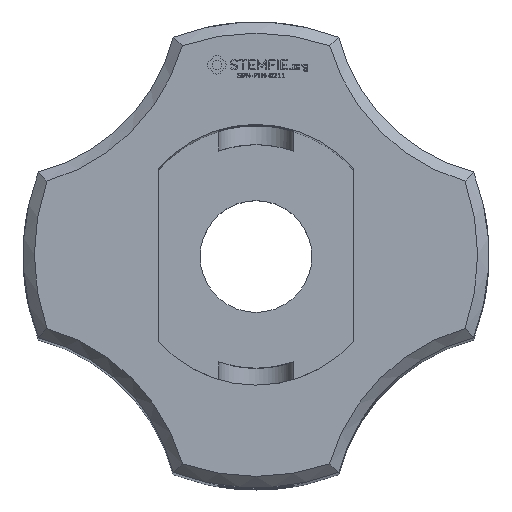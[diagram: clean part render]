
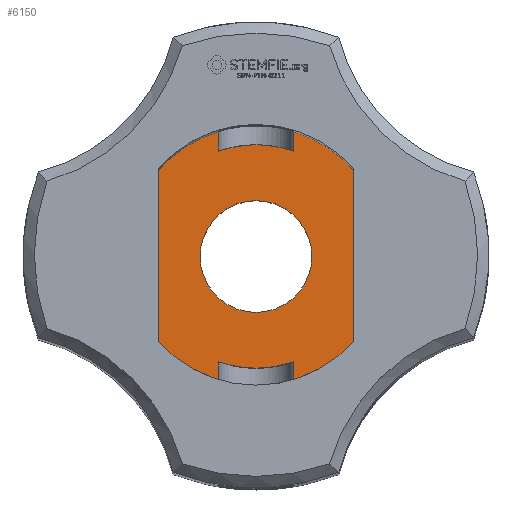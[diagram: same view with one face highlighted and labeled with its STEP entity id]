
A CAD part, top view. The second image highlights one B-rep face of the part: STEP entity #6150.
In plain terms, the highlighted planar face has unit normal (0, 0, 1).
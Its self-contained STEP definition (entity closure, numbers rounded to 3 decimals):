
#1221 = VERTEX_POINT('',#1222);
#1222 = CARTESIAN_POINT('',(2.829,0.998,11.));
#1236 = EDGE_CURVE('',#1237,#1221,#1239,.T.);
#1237 = VERTEX_POINT('',#1238);
#1238 = CARTESIAN_POINT('',(2.625,0.998,11.));
#1239 = LINE('',#1240,#1241);
#1240 = CARTESIAN_POINT('',(41.872,0.998,11.));
#1241 = VECTOR('',#1242,1.);
#1242 = DIRECTION('',(1.,0.,0.));
#1245 = VERTEX_POINT('',#1246);
#1246 = CARTESIAN_POINT('',(2.625,-0.998,11.));
#1253 = EDGE_CURVE('',#1245,#1254,#1256,.T.);
#1254 = VERTEX_POINT('',#1255);
#1255 = CARTESIAN_POINT('',(2.829,-0.998,11.));
#1256 = LINE('',#1257,#1258);
#1257 = CARTESIAN_POINT('',(41.872,-0.998,11.));
#1258 = VECTOR('',#1259,1.);
#1259 = DIRECTION('',(1.,0.,0.));
#6075 = EDGE_CURVE('',#6076,#1237,#6078,.T.);
#6076 = VERTEX_POINT('',#6077);
#6077 = CARTESIAN_POINT('',(2.625,2.315,11.));
#6078 = LINE('',#6079,#6080);
#6079 = CARTESIAN_POINT('',(2.625,2.315,11.));
#6080 = VECTOR('',#6081,1.);
#6081 = DIRECTION('',(0.,-1.,0.));
#6091 = VERTEX_POINT('',#6092);
#6092 = CARTESIAN_POINT('',(2.625,-2.315,11.));
#6098 = EDGE_CURVE('',#1245,#6091,#6099,.T.);
#6099 = LINE('',#6100,#6101);
#6100 = CARTESIAN_POINT('',(2.625,2.315,11.));
#6101 = VECTOR('',#6102,1.);
#6102 = DIRECTION('',(0.,-1.,0.));
#6137 = EDGE_CURVE('',#1221,#1254,#6138,.T.);
#6138 = CIRCLE('',#6139,3.);
#6139 = AXIS2_PLACEMENT_3D('',#6140,#6141,#6142);
#6140 = CARTESIAN_POINT('',(0.,0.,11.));
#6141 = DIRECTION('',(0.,0.,-1.));
#6142 = DIRECTION('',(0.,1.,0.));
#6150 = ADVANCED_FACE('',(#6151,#6292),#6303,.T.);
#6151 = FACE_BOUND('',#6152,.T.);
#6152 = EDGE_LOOP('',(#6153,#6154,#6155,#6156,#6157,#6166,#6174,#6183,
    #6192,#6200,#6209,#6217,#6225,#6234,#6242,#6250,#6259,#6267,#6276,
    #6284,#6291));
#6153 = ORIENTED_EDGE('',*,*,#1253,.T.);
#6154 = ORIENTED_EDGE('',*,*,#6137,.F.);
#6155 = ORIENTED_EDGE('',*,*,#1236,.F.);
#6156 = ORIENTED_EDGE('',*,*,#6075,.F.);
#6157 = ORIENTED_EDGE('',*,*,#6158,.T.);
#6158 = EDGE_CURVE('',#6076,#6159,#6161,.T.);
#6159 = VERTEX_POINT('',#6160);
#6160 = CARTESIAN_POINT('',(0.998,3.355,11.));
#6161 = CIRCLE('',#6162,3.5);
#6162 = AXIS2_PLACEMENT_3D('',#6163,#6164,#6165);
#6163 = CARTESIAN_POINT('',(0.,0.,11.));
#6164 = DIRECTION('',(0.,0.,1.));
#6165 = DIRECTION('',(1.,0.,0.));
#6166 = ORIENTED_EDGE('',*,*,#6167,.T.);
#6167 = EDGE_CURVE('',#6159,#6168,#6170,.T.);
#6168 = VERTEX_POINT('',#6169);
#6169 = CARTESIAN_POINT('',(0.998,2.829,11.));
#6170 = LINE('',#6171,#6172);
#6171 = CARTESIAN_POINT('',(0.998,-41.872,11.));
#6172 = VECTOR('',#6173,1.);
#6173 = DIRECTION('',(0.,-1.,0.));
#6174 = ORIENTED_EDGE('',*,*,#6175,.F.);
#6175 = EDGE_CURVE('',#6176,#6168,#6178,.T.);
#6176 = VERTEX_POINT('',#6177);
#6177 = CARTESIAN_POINT('',(0.,3.,11.));
#6178 = CIRCLE('',#6179,3.);
#6179 = AXIS2_PLACEMENT_3D('',#6180,#6181,#6182);
#6180 = CARTESIAN_POINT('',(0.,0.,11.));
#6181 = DIRECTION('',(0.,0.,-1.));
#6182 = DIRECTION('',(0.,1.,0.));
#6183 = ORIENTED_EDGE('',*,*,#6184,.F.);
#6184 = EDGE_CURVE('',#6185,#6176,#6187,.T.);
#6185 = VERTEX_POINT('',#6186);
#6186 = CARTESIAN_POINT('',(-0.998,2.829,11.));
#6187 = CIRCLE('',#6188,3.);
#6188 = AXIS2_PLACEMENT_3D('',#6189,#6190,#6191);
#6189 = CARTESIAN_POINT('',(0.,0.,11.));
#6190 = DIRECTION('',(0.,0.,-1.));
#6191 = DIRECTION('',(0.,1.,0.));
#6192 = ORIENTED_EDGE('',*,*,#6193,.F.);
#6193 = EDGE_CURVE('',#6194,#6185,#6196,.T.);
#6194 = VERTEX_POINT('',#6195);
#6195 = CARTESIAN_POINT('',(-0.998,3.355,11.));
#6196 = LINE('',#6197,#6198);
#6197 = CARTESIAN_POINT('',(-0.998,-41.872,11.));
#6198 = VECTOR('',#6199,1.);
#6199 = DIRECTION('',(0.,-1.,0.));
#6200 = ORIENTED_EDGE('',*,*,#6201,.T.);
#6201 = EDGE_CURVE('',#6194,#6202,#6204,.T.);
#6202 = VERTEX_POINT('',#6203);
#6203 = CARTESIAN_POINT('',(-2.625,2.315,11.));
#6204 = CIRCLE('',#6205,3.5);
#6205 = AXIS2_PLACEMENT_3D('',#6206,#6207,#6208);
#6206 = CARTESIAN_POINT('',(0.,0.,11.));
#6207 = DIRECTION('',(0.,0.,1.));
#6208 = DIRECTION('',(1.,0.,0.));
#6209 = ORIENTED_EDGE('',*,*,#6210,.T.);
#6210 = EDGE_CURVE('',#6202,#6211,#6213,.T.);
#6211 = VERTEX_POINT('',#6212);
#6212 = CARTESIAN_POINT('',(-2.625,0.998,11.));
#6213 = LINE('',#6214,#6215);
#6214 = CARTESIAN_POINT('',(-2.625,2.315,11.));
#6215 = VECTOR('',#6216,1.);
#6216 = DIRECTION('',(0.,-1.,0.));
#6217 = ORIENTED_EDGE('',*,*,#6218,.F.);
#6218 = EDGE_CURVE('',#6219,#6211,#6221,.T.);
#6219 = VERTEX_POINT('',#6220);
#6220 = CARTESIAN_POINT('',(-2.829,0.998,11.));
#6221 = LINE('',#6222,#6223);
#6222 = CARTESIAN_POINT('',(41.872,0.998,11.));
#6223 = VECTOR('',#6224,1.);
#6224 = DIRECTION('',(1.,0.,0.));
#6225 = ORIENTED_EDGE('',*,*,#6226,.F.);
#6226 = EDGE_CURVE('',#6227,#6219,#6229,.T.);
#6227 = VERTEX_POINT('',#6228);
#6228 = CARTESIAN_POINT('',(-2.829,-0.998,11.));
#6229 = CIRCLE('',#6230,3.);
#6230 = AXIS2_PLACEMENT_3D('',#6231,#6232,#6233);
#6231 = CARTESIAN_POINT('',(0.,0.,11.));
#6232 = DIRECTION('',(0.,0.,-1.));
#6233 = DIRECTION('',(0.,1.,0.));
#6234 = ORIENTED_EDGE('',*,*,#6235,.T.);
#6235 = EDGE_CURVE('',#6227,#6236,#6238,.T.);
#6236 = VERTEX_POINT('',#6237);
#6237 = CARTESIAN_POINT('',(-2.625,-0.998,11.));
#6238 = LINE('',#6239,#6240);
#6239 = CARTESIAN_POINT('',(41.872,-0.998,11.));
#6240 = VECTOR('',#6241,1.);
#6241 = DIRECTION('',(1.,0.,0.));
#6242 = ORIENTED_EDGE('',*,*,#6243,.T.);
#6243 = EDGE_CURVE('',#6236,#6244,#6246,.T.);
#6244 = VERTEX_POINT('',#6245);
#6245 = CARTESIAN_POINT('',(-2.625,-2.315,11.));
#6246 = LINE('',#6247,#6248);
#6247 = CARTESIAN_POINT('',(-2.625,2.315,11.));
#6248 = VECTOR('',#6249,1.);
#6249 = DIRECTION('',(0.,-1.,0.));
#6250 = ORIENTED_EDGE('',*,*,#6251,.T.);
#6251 = EDGE_CURVE('',#6244,#6252,#6254,.T.);
#6252 = VERTEX_POINT('',#6253);
#6253 = CARTESIAN_POINT('',(-0.998,-3.355,11.));
#6254 = CIRCLE('',#6255,3.5);
#6255 = AXIS2_PLACEMENT_3D('',#6256,#6257,#6258);
#6256 = CARTESIAN_POINT('',(0.,0.,11.));
#6257 = DIRECTION('',(0.,0.,1.));
#6258 = DIRECTION('',(1.,0.,0.));
#6259 = ORIENTED_EDGE('',*,*,#6260,.F.);
#6260 = EDGE_CURVE('',#6261,#6252,#6263,.T.);
#6261 = VERTEX_POINT('',#6262);
#6262 = CARTESIAN_POINT('',(-0.998,-2.829,11.));
#6263 = LINE('',#6264,#6265);
#6264 = CARTESIAN_POINT('',(-0.998,-41.872,11.));
#6265 = VECTOR('',#6266,1.);
#6266 = DIRECTION('',(0.,-1.,0.));
#6267 = ORIENTED_EDGE('',*,*,#6268,.F.);
#6268 = EDGE_CURVE('',#6269,#6261,#6271,.T.);
#6269 = VERTEX_POINT('',#6270);
#6270 = CARTESIAN_POINT('',(0.998,-2.829,11.));
#6271 = CIRCLE('',#6272,3.);
#6272 = AXIS2_PLACEMENT_3D('',#6273,#6274,#6275);
#6273 = CARTESIAN_POINT('',(0.,0.,11.));
#6274 = DIRECTION('',(0.,0.,-1.));
#6275 = DIRECTION('',(0.,1.,0.));
#6276 = ORIENTED_EDGE('',*,*,#6277,.T.);
#6277 = EDGE_CURVE('',#6269,#6278,#6280,.T.);
#6278 = VERTEX_POINT('',#6279);
#6279 = CARTESIAN_POINT('',(0.998,-3.355,11.));
#6280 = LINE('',#6281,#6282);
#6281 = CARTESIAN_POINT('',(0.998,-41.872,11.));
#6282 = VECTOR('',#6283,1.);
#6283 = DIRECTION('',(0.,-1.,0.));
#6284 = ORIENTED_EDGE('',*,*,#6285,.T.);
#6285 = EDGE_CURVE('',#6278,#6091,#6286,.T.);
#6286 = CIRCLE('',#6287,3.5);
#6287 = AXIS2_PLACEMENT_3D('',#6288,#6289,#6290);
#6288 = CARTESIAN_POINT('',(0.,0.,11.));
#6289 = DIRECTION('',(0.,0.,1.));
#6290 = DIRECTION('',(1.,0.,0.));
#6291 = ORIENTED_EDGE('',*,*,#6098,.F.);
#6292 = FACE_BOUND('',#6293,.T.);
#6293 = EDGE_LOOP('',(#6294));
#6294 = ORIENTED_EDGE('',*,*,#6295,.T.);
#6295 = EDGE_CURVE('',#6296,#6296,#6298,.T.);
#6296 = VERTEX_POINT('',#6297);
#6297 = CARTESIAN_POINT('',(0.,1.5,11.));
#6298 = CIRCLE('',#6299,1.5);
#6299 = AXIS2_PLACEMENT_3D('',#6300,#6301,#6302);
#6300 = CARTESIAN_POINT('',(0.,0.,11.));
#6301 = DIRECTION('',(0.,0.,-1.));
#6302 = DIRECTION('',(0.,1.,0.));
#6303 = PLANE('',#6304);
#6304 = AXIS2_PLACEMENT_3D('',#6305,#6306,#6307);
#6305 = CARTESIAN_POINT('',(0.,0.001,11.)
  );
#6306 = DIRECTION('',(0.,0.,1.));
#6307 = DIRECTION('',(0.,1.,0.));
